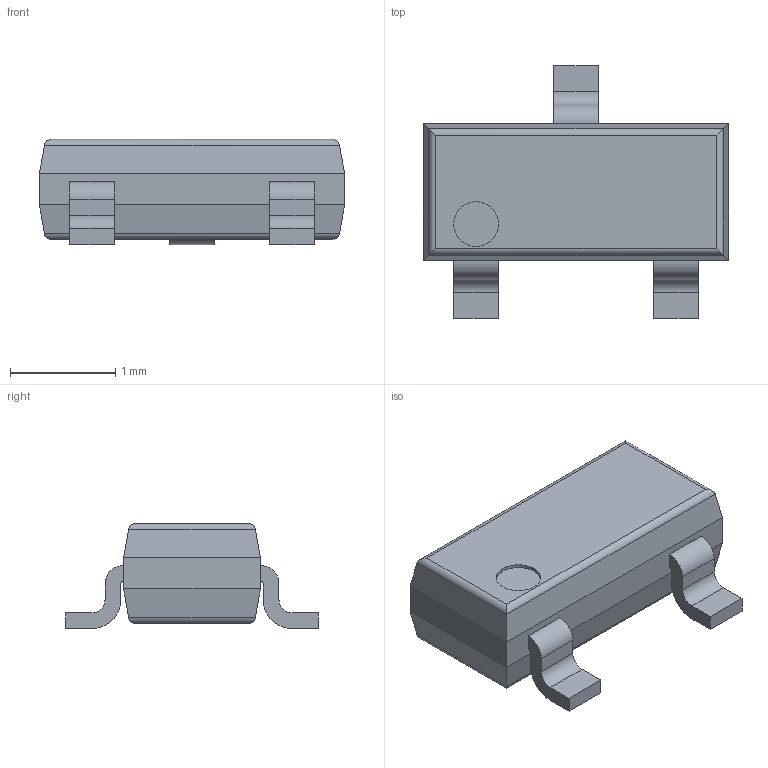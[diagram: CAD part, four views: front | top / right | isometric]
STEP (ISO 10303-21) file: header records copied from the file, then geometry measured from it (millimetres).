
FILE_DESCRIPTION (( 'STEP AP214' ), '1' );
FILE_NAME ( 'SOT23-3P95_240X100L50X42.STEP', '2022-06-01T16:23:02', ( '' ), ( '' ), '', '©2017 PCB Libraries, Inc.', '' );
FILE_SCHEMA (( 'AUTOMOTIVE_DESIGN' ));
Length unit declared in the file: millimetre
Products named in the file (1): SOT23-3P95_240X100L50X42
Bounding box: 2.9 x 2.4 x 1 mm (x, y, z)
Volume: 3.6 mm3; surface area: 17.6 mm2
Topology: 4 solids, 4 shells, 67 faces, 158 edges, 100 vertices
Faces by surface type: plane 45, cylinder 22
Entity records: 2037 total; most frequent: CARTESIAN_POINT 350, ORIENTED_EDGE 316, DIRECTION 314, EDGE_CURVE 158, VECTOR 122, LINE 122, VERTEX_POINT 100, AXIS2_PLACEMENT_3D 96
